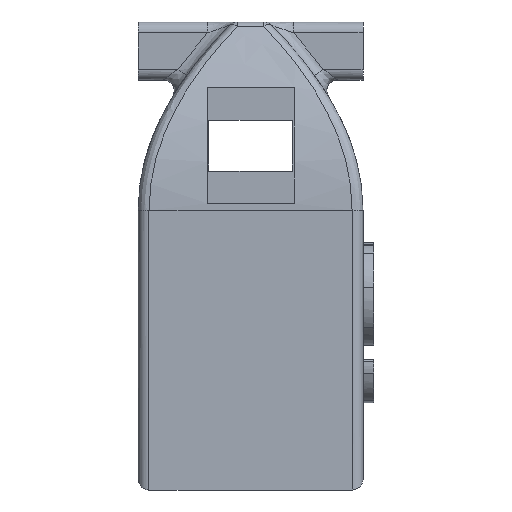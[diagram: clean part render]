
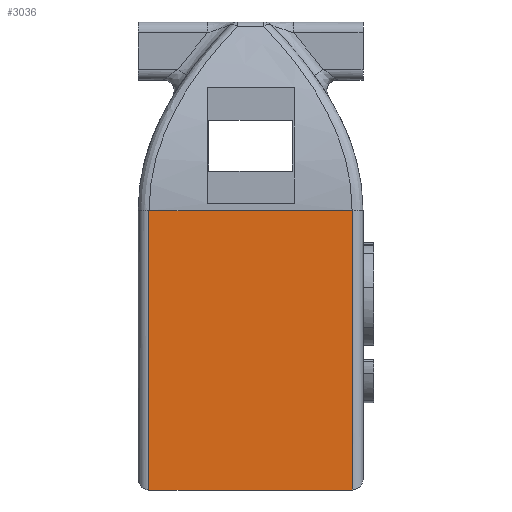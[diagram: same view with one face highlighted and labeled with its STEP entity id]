
A CAD part, left-side view. The second image highlights one B-rep face of the part: STEP entity #3036.
In plain terms, the highlighted planar face has unit normal (-1, 0, 0).
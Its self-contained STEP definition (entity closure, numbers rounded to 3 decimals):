
#1493=CARTESIAN_POINT('Vertex',(-58.5,-28.,0.)) ;
#1521=CARTESIAN_POINT('Vertex',(-58.5,-28.,77.)) ;
#1524=CARTESIAN_POINT('Line Origine',(-58.5,-28.,38.5)) ;
#2994=CARTESIAN_POINT('Line Origine',(-58.5,0.,0.)) ;
#2998=CARTESIAN_POINT('Vertex',(-58.5,28.,0.)) ;
#3013=CARTESIAN_POINT('Axis2P3D Location',(-58.5,-29.,0.)) ;
#3018=CARTESIAN_POINT('Line Origine',(-58.5,0.,77.)) ;
#3022=CARTESIAN_POINT('Vertex',(-58.5,28.,77.)) ;
#3025=CARTESIAN_POINT('Line Origine',(-58.5,28.,38.5)) ;
#1526=VECTOR('Line Direction',#1525,1.) ;
#2996=VECTOR('Line Direction',#2995,1.) ;
#3020=VECTOR('Line Direction',#3019,1.) ;
#3027=VECTOR('Line Direction',#3026,1.) ;
#1525=DIRECTION('Vector Direction',(0.,0.,1.)) ;
#2995=DIRECTION('Vector Direction',(0.,1.,0.)) ;
#3014=DIRECTION('Axis2P3D Direction',(1.,0.,0.)) ;
#3015=DIRECTION('Axis2P3D XDirection',(0.,1.,0.)) ;
#3019=DIRECTION('Vector Direction',(0.,1.,0.)) ;
#3026=DIRECTION('Vector Direction',(0.,0.,1.)) ;
#3016=AXIS2_PLACEMENT_3D('Plane Axis2P3D',#3013,#3014,#3015) ;
#1527=LINE('Line',#1524,#1526) ;
#2997=LINE('Line',#2994,#2996) ;
#3021=LINE('Line',#3018,#3020) ;
#3028=LINE('Line',#3025,#3027) ;
#3017=PLANE('',#3016) ;
#1528=EDGE_CURVE('',#1522,#1494,#1527,.F.) ;
#3000=EDGE_CURVE('',#1494,#2999,#2997,.T.) ;
#3024=EDGE_CURVE('',#1522,#3023,#3021,.T.) ;
#3029=EDGE_CURVE('',#3023,#2999,#3028,.F.) ;
#3031=ORIENTED_EDGE('',*,*,#1528,.F.) ;
#3032=ORIENTED_EDGE('',*,*,#3024,.T.) ;
#3033=ORIENTED_EDGE('',*,*,#3029,.T.) ;
#3034=ORIENTED_EDGE('',*,*,#3000,.F.) ;
#3030=EDGE_LOOP('',(#3031,#3032,#3033,#3034)) ;
#1494=VERTEX_POINT('',#1493) ;
#1522=VERTEX_POINT('',#1521) ;
#2999=VERTEX_POINT('',#2998) ;
#3023=VERTEX_POINT('',#3022) ;
#3036=ADVANCED_FACE('PartBody',(#3035),#3017,.F.) ;
#3035=FACE_OUTER_BOUND('',#3030,.T.) ;
